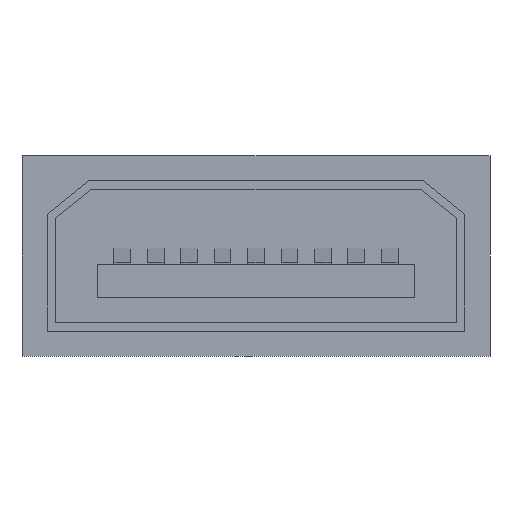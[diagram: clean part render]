
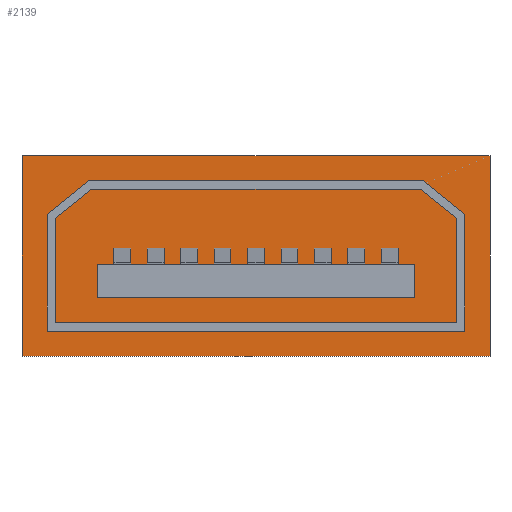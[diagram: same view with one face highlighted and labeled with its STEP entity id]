
A CAD part, front view. The second image highlights one B-rep face of the part: STEP entity #2139.
In plain terms, the highlighted planar face has unit normal (0, -1, 0).
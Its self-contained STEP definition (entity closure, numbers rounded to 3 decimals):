
#1826 = VERTEX_POINT('',#1827);
#1827 = CARTESIAN_POINT('',(-14.,0.,10.5));
#1836 = PLANE('',#1837);
#1837 = AXIS2_PLACEMENT_3D('',#1838,#1839,#1840);
#1838 = CARTESIAN_POINT('',(-14.,0.,10.5));
#1839 = DIRECTION('',(0.,0.,-1.));
#1840 = DIRECTION('',(1.,0.,0.));
#1848 = PLANE('',#1849);
#1849 = AXIS2_PLACEMENT_3D('',#1850,#1851,#1852);
#1850 = CARTESIAN_POINT('',(-14.,0.,-1.5));
#1851 = DIRECTION('',(1.,0.,0.));
#1852 = DIRECTION('',(0.,0.,1.));
#1940 = VERTEX_POINT('',#1941);
#1941 = CARTESIAN_POINT('',(14.,0.,10.5));
#1955 = PLANE('',#1956);
#1956 = AXIS2_PLACEMENT_3D('',#1957,#1958,#1959);
#1957 = CARTESIAN_POINT('',(14.,0.,10.5));
#1958 = DIRECTION('',(-1.,0.,0.));
#1959 = DIRECTION('',(0.,0.,-1.));
#1967 = EDGE_CURVE('',#1826,#1940,#1968,.T.);
#1968 = SURFACE_CURVE('',#1969,(#1973,#1980),.PCURVE_S1.);
#1969 = LINE('',#1970,#1971);
#1970 = CARTESIAN_POINT('',(-14.,0.,10.5));
#1971 = VECTOR('',#1972,1.);
#1972 = DIRECTION('',(1.,0.,0.));
#1973 = PCURVE('',#1836,#1974);
#1974 = DEFINITIONAL_REPRESENTATION('',(#1975),#1979);
#1975 = LINE('',#1976,#1977);
#1976 = CARTESIAN_POINT('',(0.,0.));
#1977 = VECTOR('',#1978,1.);
#1978 = DIRECTION('',(1.,0.));
#1979 = ( GEOMETRIC_REPRESENTATION_CONTEXT(2) 
PARAMETRIC_REPRESENTATION_CONTEXT() REPRESENTATION_CONTEXT('2D SPACE',''
  ) );
#1980 = PCURVE('',#1981,#1986);
#1981 = PLANE('',#1982);
#1982 = AXIS2_PLACEMENT_3D('',#1983,#1984,#1985);
#1983 = CARTESIAN_POINT('',(0.,0.,4.5));
#1984 = DIRECTION('',(0.,1.,0.));
#1985 = DIRECTION('',(0.,0.,1.));
#1986 = DEFINITIONAL_REPRESENTATION('',(#1987),#1991);
#1987 = LINE('',#1988,#1989);
#1988 = CARTESIAN_POINT('',(6.,-14.));
#1989 = VECTOR('',#1990,1.);
#1990 = DIRECTION('',(0.,1.));
#1991 = ( GEOMETRIC_REPRESENTATION_CONTEXT(2) 
PARAMETRIC_REPRESENTATION_CONTEXT() REPRESENTATION_CONTEXT('2D SPACE',''
  ) );
#1997 = VERTEX_POINT('',#1998);
#1998 = CARTESIAN_POINT('',(-14.,0.,-1.5));
#2014 = PLANE('',#2015);
#2015 = AXIS2_PLACEMENT_3D('',#2016,#2017,#2018);
#2016 = CARTESIAN_POINT('',(14.,0.,-1.5));
#2017 = DIRECTION('',(0.,0.,1.));
#2018 = DIRECTION('',(-1.,0.,0.));
#2048 = EDGE_CURVE('',#1997,#1826,#2049,.T.);
#2049 = SURFACE_CURVE('',#2050,(#2054,#2061),.PCURVE_S1.);
#2050 = LINE('',#2051,#2052);
#2051 = CARTESIAN_POINT('',(-14.,0.,-1.5));
#2052 = VECTOR('',#2053,1.);
#2053 = DIRECTION('',(0.,0.,1.));
#2054 = PCURVE('',#1848,#2055);
#2055 = DEFINITIONAL_REPRESENTATION('',(#2056),#2060);
#2056 = LINE('',#2057,#2058);
#2057 = CARTESIAN_POINT('',(0.,0.));
#2058 = VECTOR('',#2059,1.);
#2059 = DIRECTION('',(1.,0.));
#2060 = ( GEOMETRIC_REPRESENTATION_CONTEXT(2) 
PARAMETRIC_REPRESENTATION_CONTEXT() REPRESENTATION_CONTEXT('2D SPACE',''
  ) );
#2061 = PCURVE('',#1981,#2062);
#2062 = DEFINITIONAL_REPRESENTATION('',(#2063),#2067);
#2063 = LINE('',#2064,#2065);
#2064 = CARTESIAN_POINT('',(-6.,-14.));
#2065 = VECTOR('',#2066,1.);
#2066 = DIRECTION('',(1.,0.));
#2067 = ( GEOMETRIC_REPRESENTATION_CONTEXT(2) 
PARAMETRIC_REPRESENTATION_CONTEXT() REPRESENTATION_CONTEXT('2D SPACE',''
  ) );
#2097 = VERTEX_POINT('',#2098);
#2098 = CARTESIAN_POINT('',(14.,0.,-1.5));
#2119 = EDGE_CURVE('',#1940,#2097,#2120,.T.);
#2120 = SURFACE_CURVE('',#2121,(#2125,#2132),.PCURVE_S1.);
#2121 = LINE('',#2122,#2123);
#2122 = CARTESIAN_POINT('',(14.,0.,10.5));
#2123 = VECTOR('',#2124,1.);
#2124 = DIRECTION('',(0.,0.,-1.));
#2125 = PCURVE('',#1955,#2126);
#2126 = DEFINITIONAL_REPRESENTATION('',(#2127),#2131);
#2127 = LINE('',#2128,#2129);
#2128 = CARTESIAN_POINT('',(0.,0.));
#2129 = VECTOR('',#2130,1.);
#2130 = DIRECTION('',(1.,0.));
#2131 = ( GEOMETRIC_REPRESENTATION_CONTEXT(2) 
PARAMETRIC_REPRESENTATION_CONTEXT() REPRESENTATION_CONTEXT('2D SPACE',''
  ) );
#2132 = PCURVE('',#1981,#2133);
#2133 = DEFINITIONAL_REPRESENTATION('',(#2134),#2138);
#2134 = LINE('',#2135,#2136);
#2135 = CARTESIAN_POINT('',(6.,14.));
#2136 = VECTOR('',#2137,1.);
#2137 = DIRECTION('',(-1.,0.));
#2138 = ( GEOMETRIC_REPRESENTATION_CONTEXT(2) 
PARAMETRIC_REPRESENTATION_CONTEXT() REPRESENTATION_CONTEXT('2D SPACE',''
  ) );
#2139 = ADVANCED_FACE('',(#2140),#1981,.F.);
#2140 = FACE_BOUND('',#2141,.F.);
#2141 = EDGE_LOOP('',(#2142,#2143,#2144,#2165));
#2142 = ORIENTED_EDGE('',*,*,#1967,.T.);
#2143 = ORIENTED_EDGE('',*,*,#2119,.T.);
#2144 = ORIENTED_EDGE('',*,*,#2145,.T.);
#2145 = EDGE_CURVE('',#2097,#1997,#2146,.T.);
#2146 = SURFACE_CURVE('',#2147,(#2151,#2158),.PCURVE_S1.);
#2147 = LINE('',#2148,#2149);
#2148 = CARTESIAN_POINT('',(14.,0.,-1.5));
#2149 = VECTOR('',#2150,1.);
#2150 = DIRECTION('',(-1.,0.,0.));
#2151 = PCURVE('',#1981,#2152);
#2152 = DEFINITIONAL_REPRESENTATION('',(#2153),#2157);
#2153 = LINE('',#2154,#2155);
#2154 = CARTESIAN_POINT('',(-6.,14.));
#2155 = VECTOR('',#2156,1.);
#2156 = DIRECTION('',(-0.,-1.));
#2157 = ( GEOMETRIC_REPRESENTATION_CONTEXT(2) 
PARAMETRIC_REPRESENTATION_CONTEXT() REPRESENTATION_CONTEXT('2D SPACE',''
  ) );
#2158 = PCURVE('',#2014,#2159);
#2159 = DEFINITIONAL_REPRESENTATION('',(#2160),#2164);
#2160 = LINE('',#2161,#2162);
#2161 = CARTESIAN_POINT('',(0.,-0.));
#2162 = VECTOR('',#2163,1.);
#2163 = DIRECTION('',(1.,0.));
#2164 = ( GEOMETRIC_REPRESENTATION_CONTEXT(2) 
PARAMETRIC_REPRESENTATION_CONTEXT() REPRESENTATION_CONTEXT('2D SPACE',''
  ) );
#2165 = ORIENTED_EDGE('',*,*,#2048,.T.);
